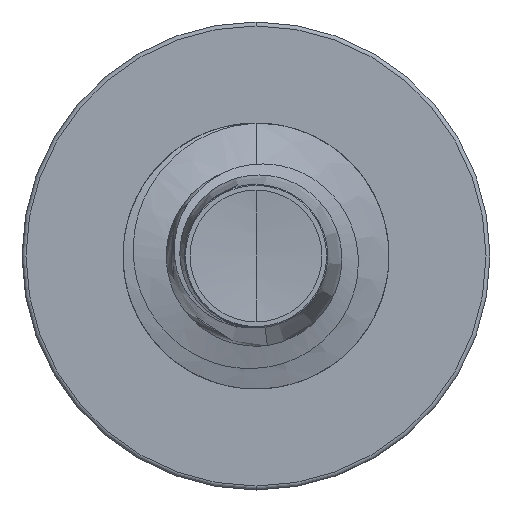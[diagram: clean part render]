
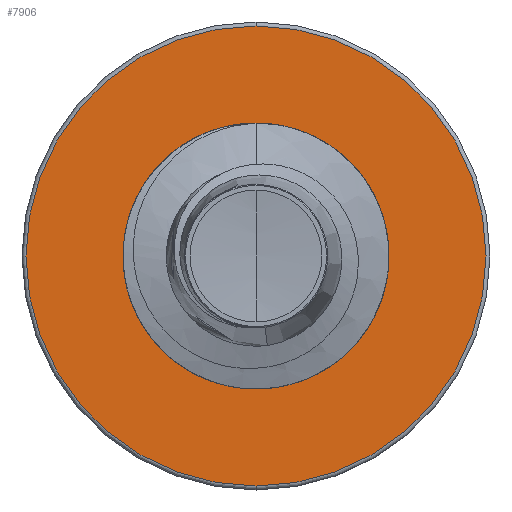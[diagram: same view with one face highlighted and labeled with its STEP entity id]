
A CAD part, front view. The second image highlights one B-rep face of the part: STEP entity #7906.
In plain terms, the highlighted planar face has unit normal (0, -1, 0).
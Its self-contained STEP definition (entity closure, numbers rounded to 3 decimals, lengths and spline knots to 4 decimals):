
#1064 = EDGE_CURVE ( 'NONE', #23415, #19749, #14762, .T. ) ;
#2397 = DIRECTION ( 'NONE',  ( 0., 0., 1. ) ) ;
#2469 = DIRECTION ( 'NONE',  ( 0., 0., 1. ) ) ;
#2477 = DIRECTION ( 'NONE',  ( 0., 1., 0. ) ) ;
#2513 = CARTESIAN_POINT ( 'NONE',  ( 0., 30., 0. ) ) ;
#2540 = VERTEX_POINT ( 'NONE', #25058 ) ;
#4577 = AXIS2_PLACEMENT_3D ( 'NONE', #2513, #2477, #2469 ) ;
#4623 = CIRCLE ( 'NONE', #14985, 2.4152 ) ;
#4724 = EDGE_CURVE ( 'NONE', #2540, #25117, #4623, .T. ) ;
#5369 = ORIENTED_EDGE ( 'NONE', *, *, #28787, .F. ) ;
#5419 = AXIS2_PLACEMENT_3D ( 'NONE', #29736, #17227, #2397 ) ;
#7906 = ADVANCED_FACE ( 'NONE', ( #25956, #26600 ), #9098, .F. ) ;
#8229 = DIRECTION ( 'NONE',  ( 0., 1., 0. ) ) ;
#8631 = AXIS2_PLACEMENT_3D ( 'NONE', #22120, #8229, #24244 ) ;
#9098 = PLANE ( 'NONE',  #20828 ) ;
#9312 = DIRECTION ( 'NONE',  ( 0., 0., 1. ) ) ;
#12607 = DIRECTION ( 'NONE',  ( 0., 0., 1. ) ) ;
#12614 = DIRECTION ( 'NONE',  ( 0., 1., 0. ) ) ;
#12642 = CARTESIAN_POINT ( 'NONE',  ( 0., 30., 0. ) ) ;
#13822 = CARTESIAN_POINT ( 'NONE',  ( 0., 30., 2.4152 ) ) ;
#14109 = EDGE_LOOP ( 'NONE', ( #26760, #21875 ) ) ;
#14762 = CIRCLE ( 'NONE', #4577, 4.325 ) ;
#14985 = AXIS2_PLACEMENT_3D ( 'NONE', #12642, #12614, #12607 ) ;
#17227 = DIRECTION ( 'NONE',  ( 0., 1., 0. ) ) ;
#19749 = VERTEX_POINT ( 'NONE', #21475 ) ;
#20828 = AXIS2_PLACEMENT_3D ( 'NONE', #25052, #23019, #9312 ) ;
#21475 = CARTESIAN_POINT ( 'NONE',  ( 0., 30., -4.325 ) ) ;
#21875 = ORIENTED_EDGE ( 'NONE', *, *, #4724, .T. ) ;
#22120 = CARTESIAN_POINT ( 'NONE',  ( 0., 30., 0. ) ) ;
#23019 = DIRECTION ( 'NONE',  ( 0., 1., 0. ) ) ;
#23415 = VERTEX_POINT ( 'NONE', #27181 ) ;
#24244 = DIRECTION ( 'NONE',  ( 0., 0., 1. ) ) ;
#24451 = EDGE_CURVE ( 'NONE', #25117, #2540, #26167, .T. ) ;
#24585 = CIRCLE ( 'NONE', #5419, 4.325 ) ;
#25052 = CARTESIAN_POINT ( 'NONE',  ( 0., 30., -2.4152 ) ) ;
#25058 = CARTESIAN_POINT ( 'NONE',  ( 0., 30., -2.4152 ) ) ;
#25117 = VERTEX_POINT ( 'NONE', #13822 ) ;
#25956 = FACE_OUTER_BOUND ( 'NONE', #27496, .T. ) ;
#26167 = CIRCLE ( 'NONE', #8631, 2.4152 ) ;
#26600 = FACE_BOUND ( 'NONE', #14109, .T. ) ;
#26760 = ORIENTED_EDGE ( 'NONE', *, *, #24451, .T. ) ;
#27181 = CARTESIAN_POINT ( 'NONE',  ( 0., 30., 4.325 ) ) ;
#27496 = EDGE_LOOP ( 'NONE', ( #29299, #5369 ) ) ;
#28787 = EDGE_CURVE ( 'NONE', #19749, #23415, #24585, .T. ) ;
#29299 = ORIENTED_EDGE ( 'NONE', *, *, #1064, .F. ) ;
#29736 = CARTESIAN_POINT ( 'NONE',  ( 0., 30., 0. ) ) ;
